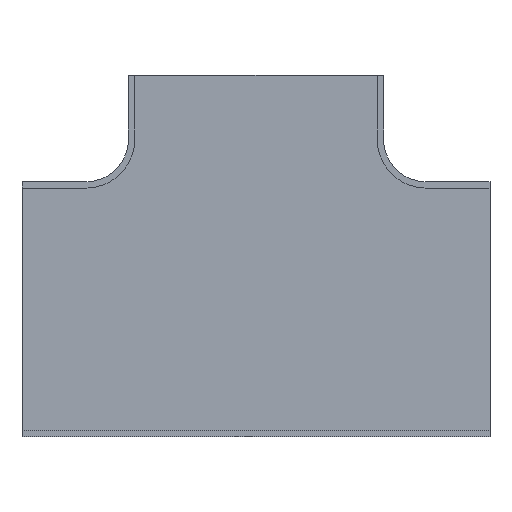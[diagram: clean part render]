
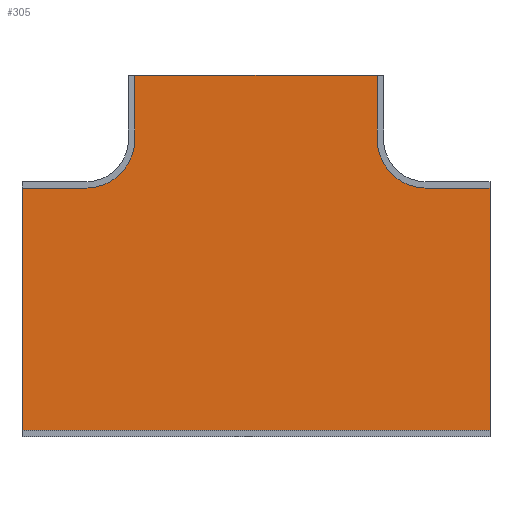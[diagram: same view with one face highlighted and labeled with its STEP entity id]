
A CAD part, front view. The second image highlights one B-rep face of the part: STEP entity #305.
In plain terms, the highlighted planar face has unit normal (0, -1, 0).
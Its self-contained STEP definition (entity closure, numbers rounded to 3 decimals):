
#6 = VECTOR ( 'NONE', #103, 1000. ) ;
#18 = LINE ( 'NONE', #275, #205 ) ;
#22 = LINE ( 'NONE', #532, #78 ) ;
#59 = CARTESIAN_POINT ( 'NONE',  ( -31.95, 30.7, 19.717 ) ) ;
#64 = DIRECTION ( 'NONE',  ( 0., 0., -1. ) ) ;
#69 = LINE ( 'NONE', #236, #6 ) ;
#78 = VECTOR ( 'NONE', #95, 1000. ) ;
#86 = VECTOR ( 'NONE', #396, 1000. ) ;
#92 = DIRECTION ( 'NONE',  ( 0., -1., 0. ) ) ;
#95 = DIRECTION ( 'NONE',  ( 0., 0., 1. ) ) ;
#96 = AXIS2_PLACEMENT_3D ( 'NONE', #675, #495, #291 ) ;
#101 = CARTESIAN_POINT ( 'NONE',  ( -43.95, 30.7, -34.983 ) ) ;
#103 = DIRECTION ( 'NONE',  ( -1., 0., 0. ) ) ;
#116 = DIRECTION ( 'NONE',  ( 0., 0., 1. ) ) ;
#118 = CARTESIAN_POINT ( 'NONE',  ( -31.95, 30.7, 10.517 ) ) ;
#122 = DIRECTION ( 'NONE',  ( 1., 0., 0. ) ) ;
#124 = EDGE_CURVE ( 'NONE', #467, #249, #647, .T. ) ;
#126 = ORIENTED_EDGE ( 'NONE', *, *, #622, .F. ) ;
#130 = CIRCLE ( 'NONE', #717, 9.2 ) ;
#150 = DIRECTION ( 'NONE',  ( 0., 0., -1. ) ) ;
#165 = CARTESIAN_POINT ( 'NONE',  ( 43.95, 30.7, 10.517 ) ) ;
#168 = CARTESIAN_POINT ( 'NONE',  ( -31.95, 30.7, 10.517 ) ) ;
#174 = CARTESIAN_POINT ( 'NONE',  ( 31.95, 30.7, 10.517 ) ) ;
#175 = VERTEX_POINT ( 'NONE', #299 ) ;
#177 = CARTESIAN_POINT ( 'NONE',  ( 43.95, 30.7, -34.983 ) ) ;
#182 = CARTESIAN_POINT ( 'NONE',  ( 22.75, 30.7, 31.717 ) ) ;
#184 = CARTESIAN_POINT ( 'NONE',  ( -22.75, 30.7, 31.717 ) ) ;
#191 = AXIS2_PLACEMENT_3D ( 'NONE', #346, #597, #676 ) ;
#205 = VECTOR ( 'NONE', #116, 1000. ) ;
#236 = CARTESIAN_POINT ( 'NONE',  ( -23.95, 30.7, 31.717 ) ) ;
#243 = ORIENTED_EDGE ( 'NONE', *, *, #650, .F. ) ;
#249 = VERTEX_POINT ( 'NONE', #101 ) ;
#252 = VERTEX_POINT ( 'NONE', #276 ) ;
#266 = CARTESIAN_POINT ( 'NONE',  ( -31.95, 30.7, -34.983 ) ) ;
#274 = ORIENTED_EDGE ( 'NONE', *, *, #314, .T. ) ;
#275 = CARTESIAN_POINT ( 'NONE',  ( 43.95, 30.7, 11.717 ) ) ;
#276 = CARTESIAN_POINT ( 'NONE',  ( -31.95, 30.7, 10.517 ) ) ;
#279 = PLANE ( 'NONE',  #96 ) ;
#287 = LINE ( 'NONE', #319, #424 ) ;
#290 = EDGE_CURVE ( 'NONE', #378, #249, #461, .T. ) ;
#291 = DIRECTION ( 'NONE',  ( 0., 0., 1. ) ) ;
#294 = CARTESIAN_POINT ( 'NONE',  ( 22.75, 30.7, 19.717 ) ) ;
#296 = ORIENTED_EDGE ( 'NONE', *, *, #124, .F. ) ;
#299 = CARTESIAN_POINT ( 'NONE',  ( -22.75, 30.7, 19.717 ) ) ;
#305 = ADVANCED_FACE ( 'NONE', ( #583 ), #279, .F. ) ;
#310 = EDGE_CURVE ( 'NONE', #469, #490, #287, .T. ) ;
#314 = EDGE_CURVE ( 'NONE', #469, #509, #69, .T. ) ;
#319 = CARTESIAN_POINT ( 'NONE',  ( 22.75, 30.7, 19.717 ) ) ;
#346 = CARTESIAN_POINT ( 'NONE',  ( 31.95, 30.7, 19.717 ) ) ;
#348 = EDGE_CURVE ( 'NONE', #175, #509, #22, .T. ) ;
#369 = EDGE_CURVE ( 'NONE', #464, #632, #457, .T. ) ;
#378 = VERTEX_POINT ( 'NONE', #617 ) ;
#380 = ORIENTED_EDGE ( 'NONE', *, *, #290, .T. ) ;
#382 = DIRECTION ( 'NONE',  ( 1., 0., 0. ) ) ;
#384 = VECTOR ( 'NONE', #122, 1000. ) ;
#396 = DIRECTION ( 'NONE',  ( 0., 0., -1. ) ) ;
#413 = EDGE_CURVE ( 'NONE', #467, #632, #18, .T. ) ;
#422 = EDGE_LOOP ( 'NONE', ( #664, #633, #590, #274, #582, #243, #126, #380, #296, #530 ) ) ;
#424 = VECTOR ( 'NONE', #150, 1000. ) ;
#457 = LINE ( 'NONE', #168, #384 ) ;
#461 = LINE ( 'NONE', #475, #86 ) ;
#464 = VERTEX_POINT ( 'NONE', #174 ) ;
#467 = VERTEX_POINT ( 'NONE', #177 ) ;
#469 = VERTEX_POINT ( 'NONE', #182 ) ;
#475 = CARTESIAN_POINT ( 'NONE',  ( -43.95, 30.7, 11.717 ) ) ;
#490 = VERTEX_POINT ( 'NONE', #294 ) ;
#495 = DIRECTION ( 'NONE',  ( 0., 1., 0. ) ) ;
#509 = VERTEX_POINT ( 'NONE', #184 ) ;
#530 = ORIENTED_EDGE ( 'NONE', *, *, #413, .T. ) ;
#532 = CARTESIAN_POINT ( 'NONE',  ( -22.75, 30.7, 19.717 ) ) ;
#559 = DIRECTION ( 'NONE',  ( -1., 0., 0. ) ) ;
#582 = ORIENTED_EDGE ( 'NONE', *, *, #348, .F. ) ;
#583 = FACE_OUTER_BOUND ( 'NONE', #422, .T. ) ;
#590 = ORIENTED_EDGE ( 'NONE', *, *, #310, .F. ) ;
#592 = VECTOR ( 'NONE', #559, 1000. ) ;
#597 = DIRECTION ( 'NONE',  ( 0., -1., 0. ) ) ;
#617 = CARTESIAN_POINT ( 'NONE',  ( -43.95, 30.7, 10.517 ) ) ;
#622 = EDGE_CURVE ( 'NONE', #378, #252, #653, .T. ) ;
#632 = VERTEX_POINT ( 'NONE', #165 ) ;
#633 = ORIENTED_EDGE ( 'NONE', *, *, #661, .F. ) ;
#647 = LINE ( 'NONE', #266, #592 ) ;
#650 = EDGE_CURVE ( 'NONE', #252, #175, #130, .T. ) ;
#653 = LINE ( 'NONE', #118, #736 ) ;
#661 = EDGE_CURVE ( 'NONE', #490, #464, #711, .T. ) ;
#664 = ORIENTED_EDGE ( 'NONE', *, *, #369, .F. ) ;
#675 = CARTESIAN_POINT ( 'NONE',  ( -31.95, 30.7, 19.717 ) ) ;
#676 = DIRECTION ( 'NONE',  ( 0., 0., -1. ) ) ;
#711 = CIRCLE ( 'NONE', #191, 9.2 ) ;
#717 = AXIS2_PLACEMENT_3D ( 'NONE', #59, #92, #64 ) ;
#736 = VECTOR ( 'NONE', #382, 1000. ) ;
